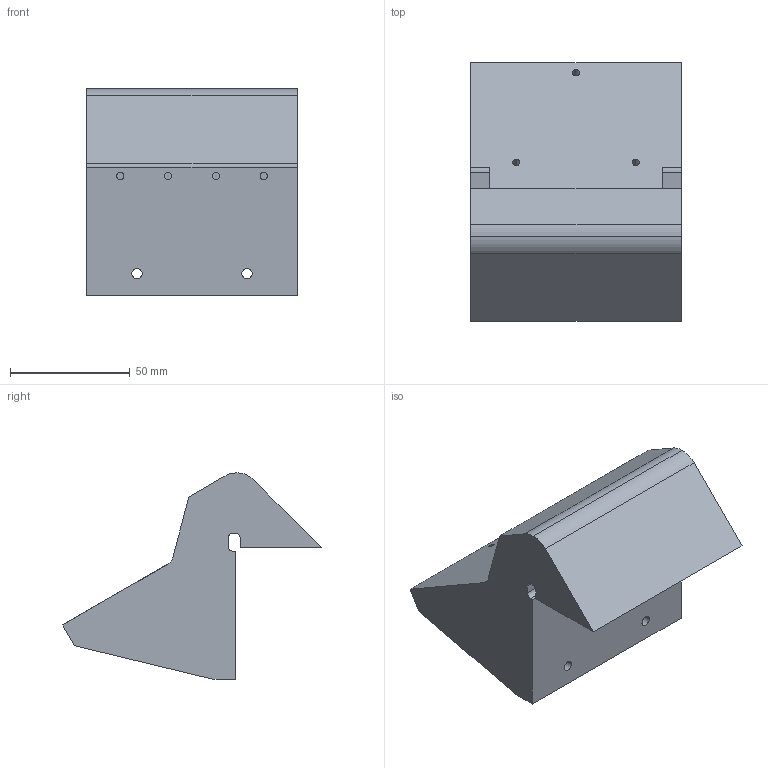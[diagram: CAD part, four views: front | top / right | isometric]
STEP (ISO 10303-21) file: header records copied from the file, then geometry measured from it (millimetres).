
FILE_DESCRIPTION (( 'STEP AP203' ), '1' );
FILE_NAME ('support.STEP', '2025-05-18T12:32:11', ( '' ), ( '' ), 'SwSTEP 2.0', 'SolidWorks 2024', '' );
FILE_SCHEMA (( 'CONFIG_CONTROL_DESIGN' ));
Length unit declared in the file: millimetre
Products named in the file (1): support
Bounding box: 88 x 108.36 x 86.3 mm (x, y, z)
Volume: 231327.7 mm3; surface area: 46225.5 mm2
Topology: 1 solids, 1 shells, 73 faces, 180 edges, 118 vertices
Faces by surface type: cylinder 37, plane 36
Entity records: 2277 total; most frequent: DIRECTION 402, CARTESIAN_POINT 372, ORIENTED_EDGE 360, EDGE_CURVE 180, AXIS2_PLACEMENT_3D 148, VERTEX_POINT 118, VECTOR 106, LINE 106
